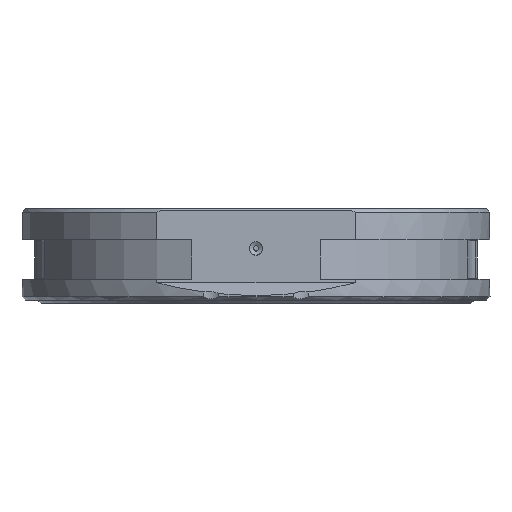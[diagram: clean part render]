
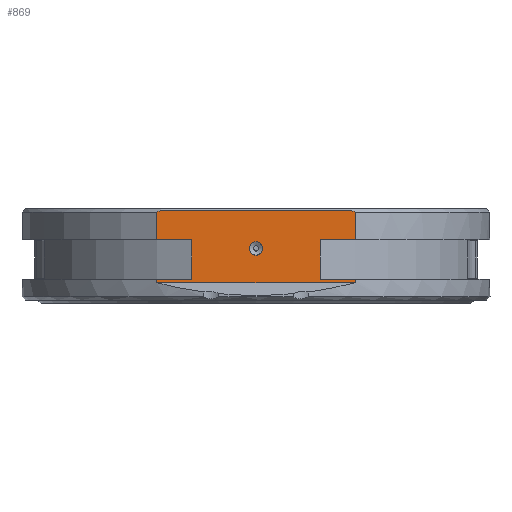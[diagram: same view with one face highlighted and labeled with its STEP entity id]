
A CAD part, front view. The second image highlights one B-rep face of the part: STEP entity #869.
In plain terms, the highlighted planar face has unit normal (0, -1, 0).
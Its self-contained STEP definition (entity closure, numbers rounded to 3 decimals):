
#232=B_SPLINE_CURVE_WITH_KNOTS('',3,(#6830,#6831,#6832,#6833),
 .UNSPECIFIED.,.F.,.F.,(4,4),(0.,1.),.UNSPECIFIED.);
#233=B_SPLINE_CURVE_WITH_KNOTS('',3,(#6837,#6838,#6839,#6840),
 .UNSPECIFIED.,.F.,.F.,(4,4),(0.,1.),.UNSPECIFIED.);
#297=PLANE('',#4329);
#451=FACE_BOUND('',#1456,.T.);
#452=FACE_BOUND('',#1457,.T.);
#869=ADVANCED_FACE('',(#451,#452),#297,.F.);
#1456=EDGE_LOOP('',(#2542));
#1457=EDGE_LOOP('',(#2543,#2544,#2545,#2546,#2547,#2548,#2549,#2550,#2551,
#2552,#2553,#2554,#2555,#2556));
#1965=CIRCLE('',#4328,2.1);
#2542=ORIENTED_EDGE('',*,*,#3704,.T.);
#2543=ORIENTED_EDGE('',*,*,#3705,.T.);
#2544=ORIENTED_EDGE('',*,*,#3706,.T.);
#2545=ORIENTED_EDGE('',*,*,#3707,.T.);
#2546=ORIENTED_EDGE('',*,*,#3561,.F.);
#2547=ORIENTED_EDGE('',*,*,#3643,.F.);
#2548=ORIENTED_EDGE('',*,*,#3634,.T.);
#2549=ORIENTED_EDGE('',*,*,#3645,.T.);
#2550=ORIENTED_EDGE('',*,*,#3557,.F.);
#2551=ORIENTED_EDGE('',*,*,#3703,.T.);
#2552=ORIENTED_EDGE('',*,*,#3565,.F.);
#2553=ORIENTED_EDGE('',*,*,#3478,.T.);
#2554=ORIENTED_EDGE('',*,*,#3465,.T.);
#2555=ORIENTED_EDGE('',*,*,#3475,.F.);
#2556=ORIENTED_EDGE('',*,*,#3563,.F.);
#3067=VERTEX_POINT('',#6061);
#3069=VERTEX_POINT('',#6064);
#3077=VERTEX_POINT('',#6082);
#3080=VERTEX_POINT('',#6090);
#3155=VERTEX_POINT('',#6460);
#3156=VERTEX_POINT('',#6462);
#3159=VERTEX_POINT('',#6468);
#3160=VERTEX_POINT('',#6470);
#3161=VERTEX_POINT('',#6472);
#3162=VERTEX_POINT('',#6476);
#3210=VERTEX_POINT('',#6628);
#3211=VERTEX_POINT('',#6630);
#3247=VERTEX_POINT('',#6829);
#3248=VERTEX_POINT('',#6834);
#3249=VERTEX_POINT('',#6836);
#3465=EDGE_CURVE('',#3069,#3067,#3873,.T.);
#3475=EDGE_CURVE('',#3077,#3067,#3877,.T.);
#3478=EDGE_CURVE('',#3080,#3069,#3878,.T.);
#3557=EDGE_CURVE('',#3155,#3156,#3895,.T.);
#3561=EDGE_CURVE('',#3159,#3160,#3897,.T.);
#3563=EDGE_CURVE('',#3161,#3077,#3898,.T.);
#3565=EDGE_CURVE('',#3080,#3162,#3900,.T.);
#3634=EDGE_CURVE('',#3211,#3210,#3929,.T.);
#3643=EDGE_CURVE('',#3211,#3159,#3933,.T.);
#3645=EDGE_CURVE('',#3210,#3156,#3934,.T.);
#3703=EDGE_CURVE('',#3155,#3162,#3961,.T.);
#3704=EDGE_CURVE('',#3247,#3247,#1965,.T.);
#3705=EDGE_CURVE('',#3161,#3248,#232,.T.);
#3706=EDGE_CURVE('',#3248,#3249,#3962,.T.);
#3707=EDGE_CURVE('',#3249,#3160,#233,.T.);
#3873=LINE('',#6063,#3974);
#3877=LINE('',#6084,#3978);
#3878=LINE('',#6089,#3979);
#3895=LINE('',#6461,#3996);
#3897=LINE('',#6469,#3998);
#3898=LINE('',#6473,#3999);
#3900=LINE('',#6475,#4001);
#3929=LINE('',#6629,#4030);
#3933=LINE('',#6647,#4034);
#3934=LINE('',#6650,#4035);
#3961=LINE('',#6826,#4062);
#3962=LINE('',#6835,#4063);
#3974=VECTOR('',#4776,1.);
#3978=VECTOR('',#4794,1.);
#3979=VECTOR('',#4801,1.);
#3996=VECTOR('',#4912,1.);
#3998=VECTOR('',#4918,1.);
#3999=VECTOR('',#4921,1.);
#4001=VECTOR('',#4923,1.);
#4030=VECTOR('',#5104,1.);
#4034=VECTOR('',#5120,1.);
#4035=VECTOR('',#5125,1.);
#4062=VECTOR('',#5266,1.);
#4063=VECTOR('',#5271,1.);
#4328=AXIS2_PLACEMENT_3D('',#6828,#5269,#5270);
#4329=AXIS2_PLACEMENT_3D('',#6841,#5272,#5273);
#4776=DIRECTION('',(0.,0.,1.));
#4794=DIRECTION('',(-1.,0.,0.));
#4801=DIRECTION('',(-1.,0.,0.));
#4912=DIRECTION('',(0.,0.,1.));
#4918=DIRECTION('',(0.,0.,1.));
#4921=DIRECTION('',(0.,0.,-1.));
#4923=DIRECTION('',(0.,0.,-1.));
#5104=DIRECTION('',(0.,0.,-1.));
#5120=DIRECTION('',(-1.,0.,0.));
#5125=DIRECTION('',(-1.,0.,0.));
#5266=DIRECTION('',(1.,0.,0.));
#5269=DIRECTION('',(0.,1.,0.));
#5270=DIRECTION('',(0.,0.,1.));
#5271=DIRECTION('',(-1.,0.,0.));
#5272=DIRECTION('',(0.,1.,0.));
#5273=DIRECTION('',(0.,0.,1.));
#6061=CARTESIAN_POINT('',(20.273,-67.,20.13));
#6063=CARTESIAN_POINT('',(20.273,-67.,20.13));
#6064=CARTESIAN_POINT('',(20.273,-67.,7.63));
#6082=CARTESIAN_POINT('',(31.417,-67.,20.13));
#6084=CARTESIAN_POINT('',(8.286,-67.,20.13));
#6089=CARTESIAN_POINT('',(8.286,-67.,7.63));
#6090=CARTESIAN_POINT('',(31.417,-67.,7.63));
#6460=CARTESIAN_POINT('',(-31.417,-67.,6.6));
#6461=CARTESIAN_POINT('',(-31.417,-67.,0.));
#6462=CARTESIAN_POINT('',(-31.417,-67.,7.63));
#6468=CARTESIAN_POINT('',(-31.417,-67.,20.13));
#6469=CARTESIAN_POINT('',(-31.417,-67.,0.));
#6470=CARTESIAN_POINT('',(-31.417,-67.,28.88));
#6472=CARTESIAN_POINT('',(31.417,-67.,28.88));
#6473=CARTESIAN_POINT('',(31.417,-67.,0.));
#6475=CARTESIAN_POINT('',(31.417,-67.,0.));
#6476=CARTESIAN_POINT('',(31.417,-67.,6.6));
#6628=CARTESIAN_POINT('',(-20.273,-67.,7.63));
#6629=CARTESIAN_POINT('',(-20.273,-67.,20.13));
#6630=CARTESIAN_POINT('',(-20.273,-67.,20.13));
#6647=CARTESIAN_POINT('',(8.286,-67.,20.13));
#6650=CARTESIAN_POINT('',(8.286,-67.,7.63));
#6826=CARTESIAN_POINT('',(50.,-67.,6.6));
#6828=CARTESIAN_POINT('',(0.,-67.,17.38));
#6829=CARTESIAN_POINT('',(0.,-67.,19.48));
#6830=CARTESIAN_POINT('',(31.417,-67.,28.88));
#6831=CARTESIAN_POINT('',(31.019,-67.,29.049));
#6832=CARTESIAN_POINT('',(30.62,-67.,29.216));
#6833=CARTESIAN_POINT('',(30.22,-67.,29.38));
#6834=CARTESIAN_POINT('',(30.22,-67.,29.38));
#6835=CARTESIAN_POINT('',(50.,-67.,29.38));
#6836=CARTESIAN_POINT('',(-30.22,-67.,29.38));
#6837=CARTESIAN_POINT('',(-30.22,-67.,29.38));
#6838=CARTESIAN_POINT('',(-30.62,-67.,29.216));
#6839=CARTESIAN_POINT('',(-31.019,-67.,29.049));
#6840=CARTESIAN_POINT('',(-31.417,-67.,28.88));
#6841=CARTESIAN_POINT('',(50.,-67.,29.88));
